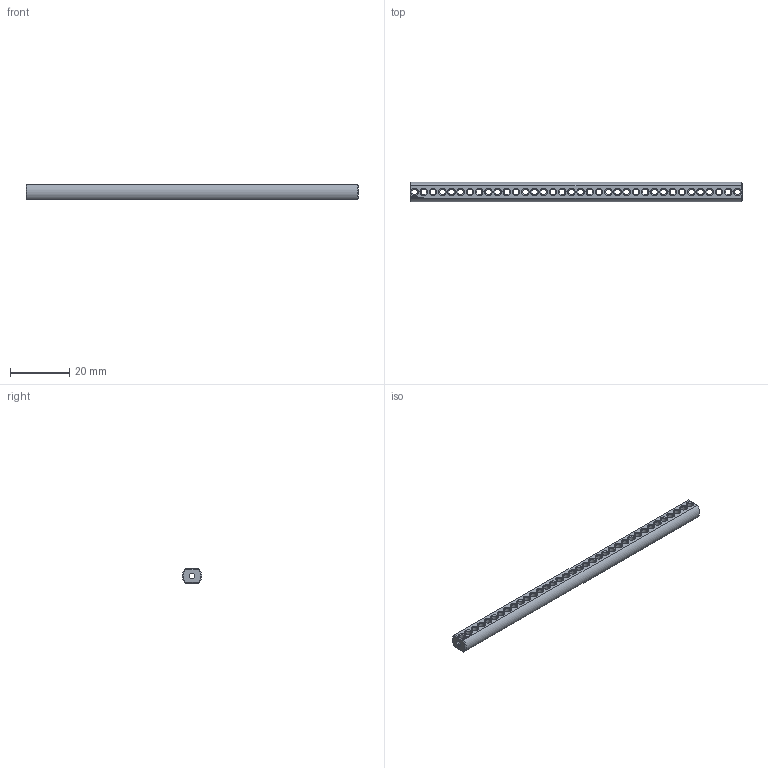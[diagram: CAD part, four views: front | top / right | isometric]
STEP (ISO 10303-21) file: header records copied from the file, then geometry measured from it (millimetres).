
FILE_DESCRIPTION(('FreeCAD Model'),'2;1');
FILE_NAME('Open CASCADE Shape Model','2024-06-18T21:10:54',(''),(''), 'Open CASCADE STEP processor 7.6','FreeCAD','Unknown');
FILE_SCHEMA(('AUTOMOTIVE_DESIGN { 1 0 10303 214 1 1 1 1 }'));
Length unit declared in the file: millimetre
Products named in the file (1): Shaft IDX BU09.00 - SPN-SFT-0156 (stemfie.org)
Bounding box: 112.5 x 6.6 x 5 mm (x, y, z)
Volume: 2566.8 mm3; surface area: 3256.8 mm2
Topology: 1 solids, 1 shells, 666 faces, 1978 edges, 1268 vertices
Faces by surface type: plane 315, extrusion 164, cylinder 111, cone 76
Full cylindrical faces by diameter (mm): 2 x109
Entity records: 22726 total; most frequent: CARTESIAN_POINT 4897, ORIENTED_EDGE 3956, DIRECTION 3278, EDGE_CURVE 1978, VECTOR 1356, VERTEX_POINT 1268, LINE 1192, AXIS2_PLACEMENT_3D 961
